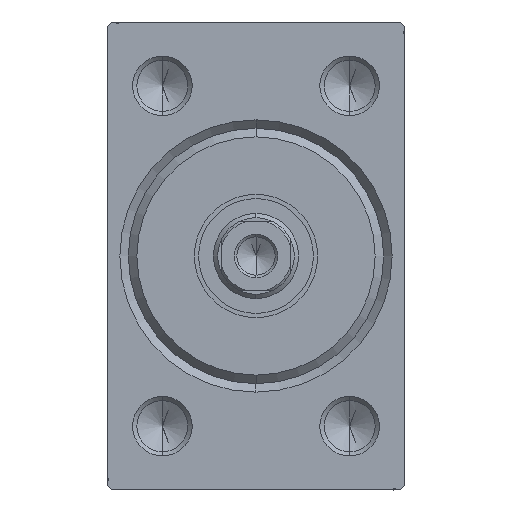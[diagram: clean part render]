
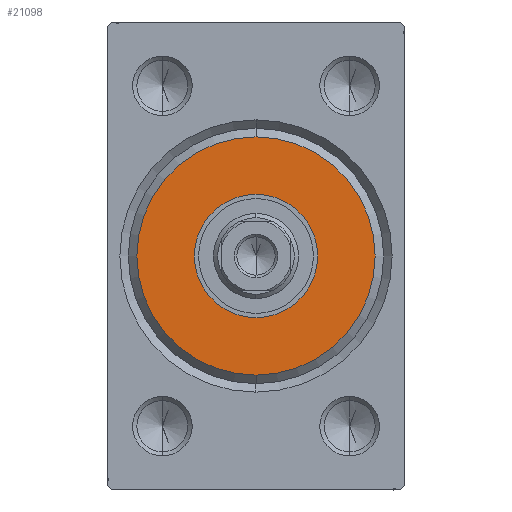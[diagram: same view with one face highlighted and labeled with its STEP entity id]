
A CAD part, left-side view. The second image highlights one B-rep face of the part: STEP entity #21098.
In plain terms, the highlighted face is planar.
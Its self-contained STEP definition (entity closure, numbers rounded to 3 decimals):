
#2562 = FACE_OUTER_BOUND ( 'NONE', #33289, .T. ) ;
#2998 = CARTESIAN_POINT ( 'NONE',  ( 3., 0., 0. ) ) ;
#3938 = DIRECTION ( 'NONE',  ( 0., 0., -1. ) ) ;
#4738 = DIRECTION ( 'NONE',  ( 1., 0., 0. ) ) ;
#6831 = VERTEX_POINT ( 'NONE', #12467 ) ;
#7483 = DIRECTION ( 'NONE',  ( 0., 0., -1. ) ) ;
#7828 = CARTESIAN_POINT ( 'NONE',  ( 3., 0., -7.25 ) ) ;
#8328 = ORIENTED_EDGE ( 'NONE', *, *, #34879, .T. ) ;
#8878 = VERTEX_POINT ( 'NONE', #15786 ) ;
#12225 = EDGE_CURVE ( 'NONE', #8878, #15600, #23395, .T. ) ;
#12467 = CARTESIAN_POINT ( 'NONE',  ( 3., 0., 7.25 ) ) ;
#13231 = PLANE ( 'NONE',  #38087 ) ;
#14521 = CARTESIAN_POINT ( 'NONE',  ( 3., 0., 0. ) ) ;
#15600 = VERTEX_POINT ( 'NONE', #32223 ) ;
#15786 = CARTESIAN_POINT ( 'NONE',  ( 3., 0., -14. ) ) ;
#16300 = EDGE_CURVE ( 'NONE', #6831, #31287, #38058, .T. ) ;
#18245 = DIRECTION ( 'NONE',  ( 1., 0., 0. ) ) ;
#18470 = AXIS2_PLACEMENT_3D ( 'NONE', #14521, #4738, #7483 ) ;
#19867 = AXIS2_PLACEMENT_3D ( 'NONE', #31440, #31668, #3938 ) ;
#20221 = ORIENTED_EDGE ( 'NONE', *, *, #12225, .T. ) ;
#20275 = DIRECTION ( 'NONE',  ( 0., 0., -1. ) ) ;
#21098 = ADVANCED_FACE ( 'NONE', ( #2562, #23466 ), #13231, .T. ) ;
#21408 = ORIENTED_EDGE ( 'NONE', *, *, #16300, .F. ) ;
#23395 = CIRCLE ( 'NONE', #29197, 14. ) ;
#23466 = FACE_BOUND ( 'NONE', #32200, .T. ) ;
#23694 = DIRECTION ( 'NONE',  ( 1., 0., 0. ) ) ;
#24257 = CIRCLE ( 'NONE', #19867, 7.25 ) ;
#24530 = ORIENTED_EDGE ( 'NONE', *, *, #34771, .F. ) ;
#26426 = CIRCLE ( 'NONE', #30057, 14. ) ;
#28256 = CARTESIAN_POINT ( 'NONE',  ( 3., 0., 0. ) ) ;
#29197 = AXIS2_PLACEMENT_3D ( 'NONE', #2998, #30494, #30953 ) ;
#30057 = AXIS2_PLACEMENT_3D ( 'NONE', #28256, #18245, #35293 ) ;
#30494 = DIRECTION ( 'NONE',  ( 1., 0., 0. ) ) ;
#30953 = DIRECTION ( 'NONE',  ( 0., 0., -1. ) ) ;
#31287 = VERTEX_POINT ( 'NONE', #7828 ) ;
#31440 = CARTESIAN_POINT ( 'NONE',  ( 3., 0., 0. ) ) ;
#31668 = DIRECTION ( 'NONE',  ( 1., 0., 0. ) ) ;
#32200 = EDGE_LOOP ( 'NONE', ( #24530, #21408 ) ) ;
#32223 = CARTESIAN_POINT ( 'NONE',  ( 3., 0., 14. ) ) ;
#33289 = EDGE_LOOP ( 'NONE', ( #8328, #20221 ) ) ;
#34771 = EDGE_CURVE ( 'NONE', #31287, #6831, #24257, .T. ) ;
#34879 = EDGE_CURVE ( 'NONE', #15600, #8878, #26426, .T. ) ;
#35293 = DIRECTION ( 'NONE',  ( 0., 0., -1. ) ) ;
#38058 = CIRCLE ( 'NONE', #18470, 7.25 ) ;
#38087 = AXIS2_PLACEMENT_3D ( 'NONE', #40945, #23694, #20275 ) ;
#40945 = CARTESIAN_POINT ( 'NONE',  ( 3., 0., 0. ) ) ;
